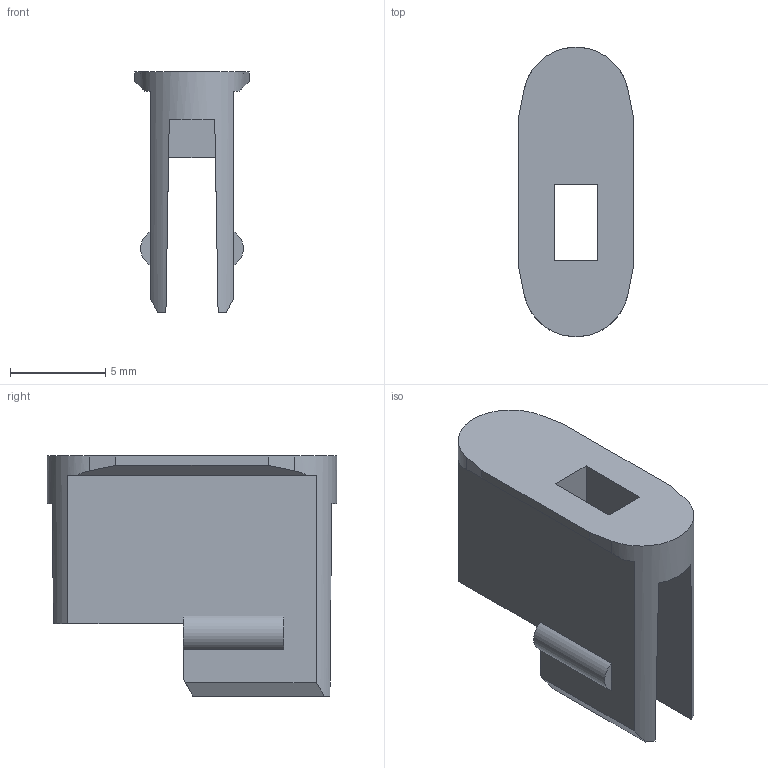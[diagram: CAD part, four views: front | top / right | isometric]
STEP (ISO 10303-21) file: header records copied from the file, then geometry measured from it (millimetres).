
FILE_DESCRIPTION(('CATIA V5R20 STEP214'),'2;1');
FILE_NAME ('6405699_2_1604200000_1604200000_S.stp','2014-10-17T09:37:00+00:00',('none'),('Weidmueller'),'CATIA Version 5 Release 20 SP 5 (IN-10)','CATIA V5 STEP AP214','none');
FILE_SCHEMA(('AUTOMOTIVE_DESIGN { 1 0 10303 214 1 1 1 1 }'));
Length unit declared in the file: millimetre
Products named in the file (1): 1604200000_SSP_WTL6_2
Bounding box: 6 x 15.2 x 12.6 mm (x, y, z)
Volume: 376.6 mm3; surface area: 770.2 mm2
Topology: 1 solids, 1 shells, 37 faces, 114 edges, 78 vertices
Faces by surface type: plane 33, cylinder 4
Entity records: 1264 total; most frequent: CARTESIAN_POINT 254, ORIENTED_EDGE 228, DIRECTION 166, EDGE_CURVE 114, VECTOR 84, LINE 84, VERTEX_POINT 78, AXIS2_PLACEMENT_3D 52
